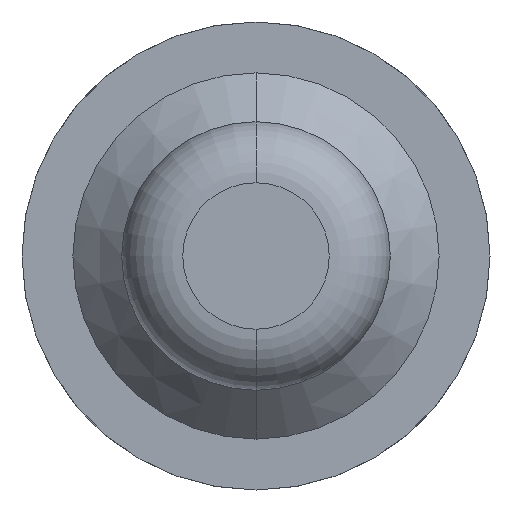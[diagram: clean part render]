
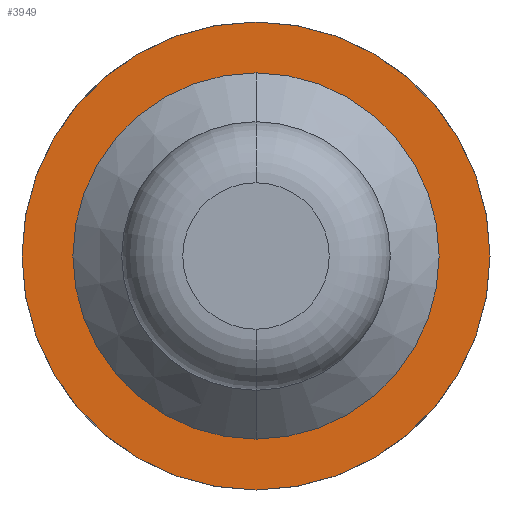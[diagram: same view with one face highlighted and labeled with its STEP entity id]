
A CAD part, front view. The second image highlights one B-rep face of the part: STEP entity #3949.
In plain terms, the highlighted planar face has unit normal (0, -1, 0).
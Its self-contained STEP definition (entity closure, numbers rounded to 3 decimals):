
#97 = CARTESIAN_POINT ( 'NONE',  ( 0., -1.7, -0.35 ) ) ;
#305 = AXIS2_PLACEMENT_3D ( 'NONE', #3953, #4278, #2291 ) ;
#327 = CARTESIAN_POINT ( 'NONE',  ( 0., -1.7, 0. ) ) ;
#385 = ORIENTED_EDGE ( 'NONE', *, *, #3947, .F. ) ;
#423 = CARTESIAN_POINT ( 'NONE',  ( 0., -1.7, 0.35 ) ) ;
#545 = CARTESIAN_POINT ( 'NONE',  ( 0., -1.7, 0. ) ) ;
#604 = FACE_BOUND ( 'NONE', #699, .T. ) ;
#616 = EDGE_CURVE ( 'Defeature ausgef�hrt3_10+Defeature ausgef�hrt3_11+Defeature ausgef�hrt3_11+Defeature ausgef�hrt3_11', #3824, #4213, #1253, .T. ) ;
#646 = AXIS2_PLACEMENT_3D ( 'NONE', #1593, #2929, #2633 ) ;
#683 = CIRCLE ( 'NONE', #305, 0.575 ) ;
#699 = EDGE_LOOP ( 'NONE', ( #1338, #385 ) ) ;
#700 = CARTESIAN_POINT ( 'NONE',  ( 0., -1.7, 0.575 ) ) ;
#702 = AXIS2_PLACEMENT_3D ( 'NONE', #327, #2961, #1261 ) ;
#1034 = ORIENTED_EDGE ( 'NONE', *, *, #2966, .T. ) ;
#1086 = CARTESIAN_POINT ( 'NONE',  ( 0., -1.7, -0.575 ) ) ;
#1207 = DIRECTION ( 'NONE',  ( 0., -1., 0. ) ) ;
#1253 = CIRCLE ( 'NONE', #2397, 0.35 ) ;
#1261 = DIRECTION ( 'NONE',  ( 0., 0., -1. ) ) ;
#1338 = ORIENTED_EDGE ( 'NONE', *, *, #616, .F. ) ;
#1593 = CARTESIAN_POINT ( 'NONE',  ( 0.35, -1.7, 0. ) ) ;
#1746 = VERTEX_POINT ( 'NONE', #700 ) ;
#1966 = DIRECTION ( 'NONE',  ( 0., 0., -1. ) ) ;
#1981 = CARTESIAN_POINT ( 'NONE',  ( 0., -1.7, 0. ) ) ;
#2291 = DIRECTION ( 'NONE',  ( 0., 0., -1. ) ) ;
#2297 = EDGE_CURVE ( 'Defeature ausgef�hrt3_11+Defeature ausgef�hrt3_12+Defeature ausgef�hrt3_12+Defeature ausgef�hrt3_12', #1746, #3806, #3770, .T. ) ;
#2397 = AXIS2_PLACEMENT_3D ( 'NONE', #1981, #2912, #1966 ) ;
#2573 = AXIS2_PLACEMENT_3D ( 'NONE', #545, #1207, #3165 ) ;
#2618 = PLANE ( 'NONE',  #646 ) ;
#2633 = DIRECTION ( 'NONE',  ( 0., 0., -1. ) ) ;
#2817 = FACE_OUTER_BOUND ( 'NONE', #3191, .T. ) ;
#2912 = DIRECTION ( 'NONE',  ( 0., -1., 0. ) ) ;
#2929 = DIRECTION ( 'NONE',  ( 0., -1., 0. ) ) ;
#2961 = DIRECTION ( 'NONE',  ( 0., -1., 0. ) ) ;
#2966 = EDGE_CURVE ( 'Defeature ausgef�hrt3_11+Defeature ausgef�hrt3_12+Defeature ausgef�hrt3_12+Defeature ausgef�hrt3_12', #3806, #1746, #683, .T. ) ;
#2984 = ORIENTED_EDGE ( 'NONE', *, *, #2297, .T. ) ;
#3165 = DIRECTION ( 'NONE',  ( 0., 0., -1. ) ) ;
#3191 = EDGE_LOOP ( 'NONE', ( #1034, #2984 ) ) ;
#3392 = CIRCLE ( 'NONE', #702, 0.35 ) ;
#3770 = CIRCLE ( 'NONE', #2573, 0.575 ) ;
#3806 = VERTEX_POINT ( 'NONE', #1086 ) ;
#3824 = VERTEX_POINT ( 'NONE', #97 ) ;
#3947 = EDGE_CURVE ( 'Defeature ausgef�hrt3_10+Defeature ausgef�hrt3_11+Defeature ausgef�hrt3_11+Defeature ausgef�hrt3_11', #4213, #3824, #3392, .T. ) ;
#3949 = ADVANCED_FACE ( 'Defeature ausgef�hrt3_11', ( #2817, #604 ), #2618, .T. ) ;
#3953 = CARTESIAN_POINT ( 'NONE',  ( 0., -1.7, 0. ) ) ;
#4213 = VERTEX_POINT ( 'NONE', #423 ) ;
#4278 = DIRECTION ( 'NONE',  ( 0., -1., 0. ) ) ;
